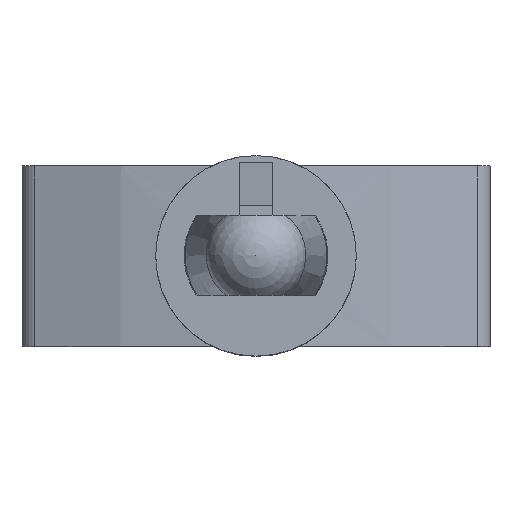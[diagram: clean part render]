
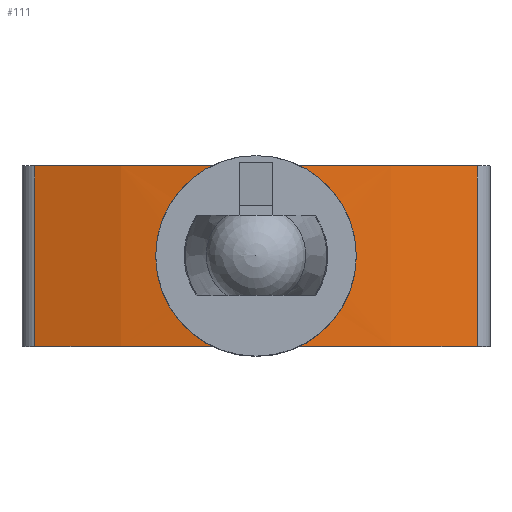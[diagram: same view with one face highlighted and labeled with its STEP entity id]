
A CAD part, top view. The second image highlights one B-rep face of the part: STEP entity #111.
In plain terms, the highlighted cylindrical face has radius 18.267 mm (diameter 36.534 mm), a partial arc.
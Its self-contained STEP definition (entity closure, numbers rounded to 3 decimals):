
#111 = ADVANCED_FACE( '', ( #302, #303 ), #304, .T. );
#302 = FACE_OUTER_BOUND( '', #582, .T. );
#303 = FACE_BOUND( '', #583, .T. );
#304 = CYLINDRICAL_SURFACE( '', #584, 18.267 );
#582 = EDGE_LOOP( '', ( #1938, #1939, #1940, #1941 ) );
#583 = EDGE_LOOP( '', ( #1942, #1943 ) );
#584 = AXIS2_PLACEMENT_3D( '', #1944, #1945, #1946 );
#1938 = ORIENTED_EDGE( '', *, *, #2707, .F. );
#1939 = ORIENTED_EDGE( '', *, *, #2708, .F. );
#1940 = ORIENTED_EDGE( '', *, *, #2709, .T. );
#1941 = ORIENTED_EDGE( '', *, *, #2710, .T. );
#1942 = ORIENTED_EDGE( '', *, *, #2711, .T. );
#1943 = ORIENTED_EDGE( '', *, *, #2712, .T. );
#1944 = CARTESIAN_POINT( '', ( 0., -2.7, -23.507 ) );
#1945 = DIRECTION( '', ( 0., -1., 0. ) );
#1946 = DIRECTION( '', ( 0., 0., 1. ) );
#2707 = EDGE_CURVE( '', #3020, #3021, #3022, .T. );
#2708 = EDGE_CURVE( '', #3023, #3020, #3024, .T. );
#2709 = EDGE_CURVE( '', #3023, #3025, #3026, .T. );
#2710 = EDGE_CURVE( '', #3025, #3021, #3027, .T. );
#2711 = EDGE_CURVE( '', #3028, #3029, #3030, .T. );
#2712 = EDGE_CURVE( '', #3029, #3028, #3031, .T. );
#3020 = VERTEX_POINT( '', #3481 );
#3021 = VERTEX_POINT( '', #3482 );
#3022 = CIRCLE( '', #3483, 18.267 );
#3023 = VERTEX_POINT( '', #3484 );
#3024 = LINE( '', #3485, #3486 );
#3025 = VERTEX_POINT( '', #3487 );
#3026 = CIRCLE( '', #3488, 18.267 );
#3027 = LINE( '', #3489, #3490 );
#3028 = VERTEX_POINT( '', #3491 );
#3029 = VERTEX_POINT( '', #3492 );
#3030 = B_SPLINE_CURVE_WITH_KNOTS( '', 3, ( #3493, #3494, #3495, #3496, #3497, #3498, #3499, #3500, #3501, #3502, #3503, #3504, #3505, #3506, #3507, #3508, #3509, #3510 ), .UNSPECIFIED., .F., .F., ( 4, 2, 2, 2, 2, 2, 2, 2, 4 ), ( 0., 0.001, 0.002, 0.002, 0.003, 0.004, 0.005, 0.006, 0.006 ), .UNSPECIFIED. );
#3031 = B_SPLINE_CURVE_WITH_KNOTS( '', 3, ( #3511, #3512, #3513, #3514, #3515, #3516, #3517, #3518, #3519, #3520, #3521, #3522, #3523, #3524, #3525, #3526, #3527, #3528 ), .UNSPECIFIED., .F., .F., ( 4, 2, 2, 2, 2, 2, 2, 2, 4 ), ( 0., 0.001, 0.002, 0.002, 0.003, 0.004, 0.005, 0.006, 0.006 ), .UNSPECIFIED. );
#3481 = CARTESIAN_POINT( '', ( -6.617, 2.7, -6.481 ) );
#3482 = CARTESIAN_POINT( '', ( 6.617, 2.7, -6.481 ) );
#3483 = AXIS2_PLACEMENT_3D( '', #4678, #4679, #4680 );
#3484 = CARTESIAN_POINT( '', ( -6.617, -2.7, -6.481 ) );
#3485 = CARTESIAN_POINT( '', ( -6.617, -2.7, -6.481 ) );
#3486 = VECTOR( '', #4681, 1000. );
#3487 = CARTESIAN_POINT( '', ( 6.617, -2.7, -6.481 ) );
#3488 = AXIS2_PLACEMENT_3D( '', #4682, #4683, #4684 );
#3489 = CARTESIAN_POINT( '', ( 6.617, -2.7, -6.481 ) );
#3490 = VECTOR( '', #4685, 1000. );
#3491 = CARTESIAN_POINT( '', ( -2.07, 0., -5.358 ) );
#3492 = CARTESIAN_POINT( '', ( 2.07, 0., -5.358 ) );
#3493 = CARTESIAN_POINT( '', ( -2.07, 0., -5.358 ) );
#3494 = CARTESIAN_POINT( '', ( -2.051, 0.264, -5.355 ) );
#3495 = CARTESIAN_POINT( '', ( -1.986, 0.524, -5.348 ) );
#3496 = CARTESIAN_POINT( '', ( -1.764, 1.004, -5.325 ) );
#3497 = CARTESIAN_POINT( '', ( -1.61, 1.223, -5.31 ) );
#3498 = CARTESIAN_POINT( '', ( -1.235, 1.593, -5.281 ) );
#3499 = CARTESIAN_POINT( '', ( -1.013, 1.745, -5.266 ) );
#3500 = CARTESIAN_POINT( '', ( -0.528, 1.954, -5.246 ) );
#3501 = CARTESIAN_POINT( '', ( -0.264, 2.01, -5.24 ) );
#3502 = CARTESIAN_POINT( '', ( 0.264, 2.01, -5.24 ) );
#3503 = CARTESIAN_POINT( '', ( 0.527, 1.954, -5.246 ) );
#3504 = CARTESIAN_POINT( '', ( 1.012, 1.745, -5.266 ) );
#3505 = CARTESIAN_POINT( '', ( 1.234, 1.594, -5.281 ) );
#3506 = CARTESIAN_POINT( '', ( 1.61, 1.223, -5.31 ) );
#3507 = CARTESIAN_POINT( '', ( 1.764, 1.004, -5.325 ) );
#3508 = CARTESIAN_POINT( '', ( 1.985, 0.525, -5.348 ) );
#3509 = CARTESIAN_POINT( '', ( 2.051, 0.264, -5.355 ) );
#3510 = CARTESIAN_POINT( '', ( 2.07, 0., -5.358 ) );
#3511 = CARTESIAN_POINT( '', ( 2.07, 0., -5.358 ) );
#3512 = CARTESIAN_POINT( '', ( 2.051, -0.264, -5.355 ) );
#3513 = CARTESIAN_POINT( '', ( 1.986, -0.524, -5.348 ) );
#3514 = CARTESIAN_POINT( '', ( 1.764, -1.004, -5.325 ) );
#3515 = CARTESIAN_POINT( '', ( 1.61, -1.223, -5.31 ) );
#3516 = CARTESIAN_POINT( '', ( 1.235, -1.593, -5.281 ) );
#3517 = CARTESIAN_POINT( '', ( 1.013, -1.745, -5.266 ) );
#3518 = CARTESIAN_POINT( '', ( 0.528, -1.954, -5.246 ) );
#3519 = CARTESIAN_POINT( '', ( 0.264, -2.01, -5.24 ) );
#3520 = CARTESIAN_POINT( '', ( -0.264, -2.01, -5.24 ) );
#3521 = CARTESIAN_POINT( '', ( -0.527, -1.954, -5.246 ) );
#3522 = CARTESIAN_POINT( '', ( -1.012, -1.745, -5.266 ) );
#3523 = CARTESIAN_POINT( '', ( -1.234, -1.594, -5.281 ) );
#3524 = CARTESIAN_POINT( '', ( -1.61, -1.223, -5.31 ) );
#3525 = CARTESIAN_POINT( '', ( -1.764, -1.004, -5.325 ) );
#3526 = CARTESIAN_POINT( '', ( -1.985, -0.525, -5.348 ) );
#3527 = CARTESIAN_POINT( '', ( -2.051, -0.264, -5.355 ) );
#3528 = CARTESIAN_POINT( '', ( -2.07, 0., -5.358 ) );
#4678 = CARTESIAN_POINT( '', ( 0., 2.7, -23.507 ) );
#4679 = DIRECTION( '', ( 0., 1., 0. ) );
#4680 = DIRECTION( '', ( 1., 0., 0. ) );
#4681 = DIRECTION( '', ( 0., 1., 0. ) );
#4682 = CARTESIAN_POINT( '', ( 0., -2.7, -23.507 ) );
#4683 = DIRECTION( '', ( 0., 1., 0. ) );
#4684 = DIRECTION( '', ( 1., 0., 0. ) );
#4685 = DIRECTION( '', ( 0., 1., 0. ) );
